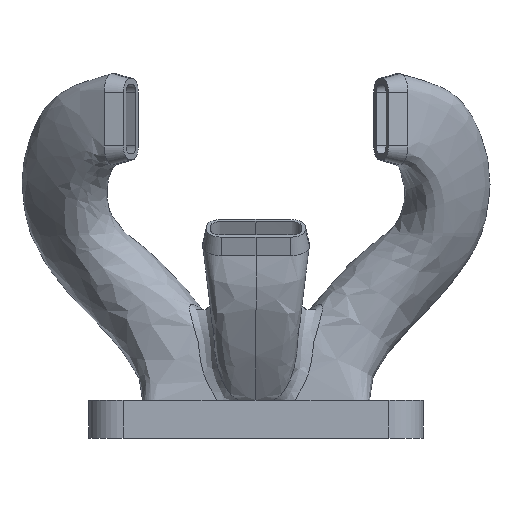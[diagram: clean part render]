
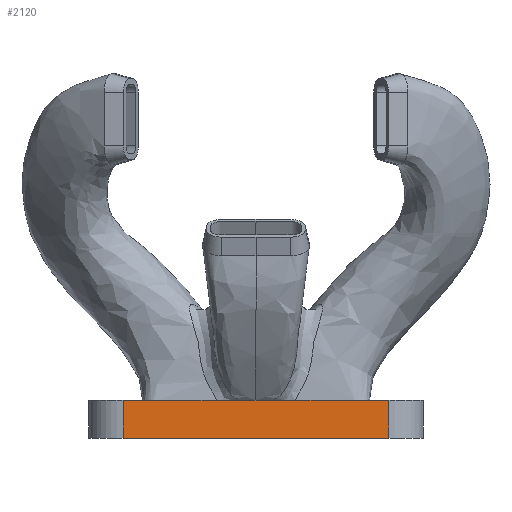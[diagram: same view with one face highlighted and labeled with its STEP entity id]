
A CAD part, front view. The second image highlights one B-rep face of the part: STEP entity #2120.
In plain terms, the highlighted planar face has unit normal (0, -1, 0).
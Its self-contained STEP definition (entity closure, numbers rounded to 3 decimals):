
#44=PLANE('',#2247);
#108=FACE_OUTER_BOUND('',#225,.T.);
#225=EDGE_LOOP('',(#1470,#1471,#1472,#1473,#1474,#1475,#1476,#1477,#1478,
#1479,#1480));
#490=LINE('',#10526,#662);
#500=LINE('',#18988,#672);
#506=LINE('',#19235,#678);
#507=LINE('',#19236,#679);
#508=LINE('',#19238,#680);
#509=LINE('',#19240,#681);
#510=LINE('',#19242,#682);
#511=LINE('',#19244,#683);
#512=LINE('',#19246,#684);
#513=LINE('',#19248,#685);
#514=LINE('',#19249,#686);
#662=VECTOR('',#2320,10.);
#672=VECTOR('',#2334,1000.);
#678=VECTOR('',#2352,1000.);
#679=VECTOR('',#2353,1000.);
#680=VECTOR('',#2354,1000.);
#681=VECTOR('',#2355,10.);
#682=VECTOR('',#2356,10.);
#683=VECTOR('',#2357,1000.);
#684=VECTOR('',#2358,10.);
#685=VECTOR('',#2359,1000.);
#686=VECTOR('',#2360,1000.);
#850=VERTEX_POINT('',#10523);
#851=VERTEX_POINT('',#10525);
#882=VERTEX_POINT('',#18984);
#884=VERTEX_POINT('',#18987);
#900=VERTEX_POINT('',#19234);
#901=VERTEX_POINT('',#19237);
#902=VERTEX_POINT('',#19239);
#903=VERTEX_POINT('',#19241);
#904=VERTEX_POINT('',#19243);
#905=VERTEX_POINT('',#19245);
#906=VERTEX_POINT('',#19247);
#1077=EDGE_CURVE('',#851,#850,#490,.F.);
#1111=EDGE_CURVE('',#884,#882,#500,.T.);
#1130=EDGE_CURVE('',#900,#882,#506,.T.);
#1131=EDGE_CURVE('',#900,#851,#507,.T.);
#1132=EDGE_CURVE('',#850,#901,#508,.T.);
#1133=EDGE_CURVE('',#901,#902,#509,.F.);
#1134=EDGE_CURVE('',#903,#902,#510,.F.);
#1135=EDGE_CURVE('',#904,#903,#511,.T.);
#1136=EDGE_CURVE('',#905,#904,#512,.F.);
#1137=EDGE_CURVE('',#906,#905,#513,.T.);
#1138=EDGE_CURVE('',#906,#884,#514,.T.);
#1470=ORIENTED_EDGE('',*,*,#1111,.T.);
#1471=ORIENTED_EDGE('',*,*,#1130,.F.);
#1472=ORIENTED_EDGE('',*,*,#1131,.T.);
#1473=ORIENTED_EDGE('',*,*,#1077,.T.);
#1474=ORIENTED_EDGE('',*,*,#1132,.T.);
#1475=ORIENTED_EDGE('',*,*,#1133,.T.);
#1476=ORIENTED_EDGE('',*,*,#1134,.F.);
#1477=ORIENTED_EDGE('',*,*,#1135,.F.);
#1478=ORIENTED_EDGE('',*,*,#1136,.F.);
#1479=ORIENTED_EDGE('',*,*,#1137,.F.);
#1480=ORIENTED_EDGE('',*,*,#1138,.T.);
#2120=ADVANCED_FACE('',(#108),#44,.F.);
#2247=AXIS2_PLACEMENT_3D('',#19233,#2350,#2351);
#2320=DIRECTION('',(1.,0.,0.));
#2334=DIRECTION('',(1.,0.,0.));
#2350=DIRECTION('center_axis',(0.,1.,0.));
#2351=DIRECTION('ref_axis',(0.,0.,1.));
#2352=DIRECTION('',(0.,0.,-1.));
#2353=DIRECTION('',(-1.,0.,0.));
#2354=DIRECTION('',(-1.,0.,0.));
#2355=DIRECTION('',(1.,0.,0.));
#2356=DIRECTION('',(-1.,0.,0.));
#2357=DIRECTION('',(1.,0.,0.));
#2358=DIRECTION('',(-1.,0.,0.));
#2359=DIRECTION('',(1.,0.,0.));
#2360=DIRECTION('',(0.,0.,-1.));
#10523=CARTESIAN_POINT('',(5.5,-7.,5.));
#10525=CARTESIAN_POINT('',(13.,-7.,5.));
#10526=CARTESIAN_POINT('',(5.5,-7.,5.));
#18984=CARTESIAN_POINT('',(17.5,-7.,0.));
#18987=CARTESIAN_POINT('',(-17.5,-7.,0.));
#18988=CARTESIAN_POINT('',(-16.25,-7.,0.));
#19233=CARTESIAN_POINT('Origin',(-16.25,-7.,5.));
#19234=CARTESIAN_POINT('',(17.5,-7.,5.));
#19235=CARTESIAN_POINT('',(17.5,-7.,5.));
#19236=CARTESIAN_POINT('',(16.25,-7.,5.));
#19237=CARTESIAN_POINT('',(2.,-7.,5.));
#19238=CARTESIAN_POINT('',(16.25,-7.,5.));
#19239=CARTESIAN_POINT('',(0.,-7.,5.));
#19240=CARTESIAN_POINT('',(0.,-7.,5.));
#19241=CARTESIAN_POINT('',(-2.,-7.,5.));
#19242=CARTESIAN_POINT('',(0.,-7.,5.));
#19243=CARTESIAN_POINT('',(-5.5,-7.,5.));
#19244=CARTESIAN_POINT('',(-16.25,-7.,5.));
#19245=CARTESIAN_POINT('',(-13.,-7.,5.));
#19246=CARTESIAN_POINT('',(-5.5,-7.,5.));
#19247=CARTESIAN_POINT('',(-17.5,-7.,5.));
#19248=CARTESIAN_POINT('',(-16.25,-7.,5.));
#19249=CARTESIAN_POINT('',(-17.5,-7.,5.));
